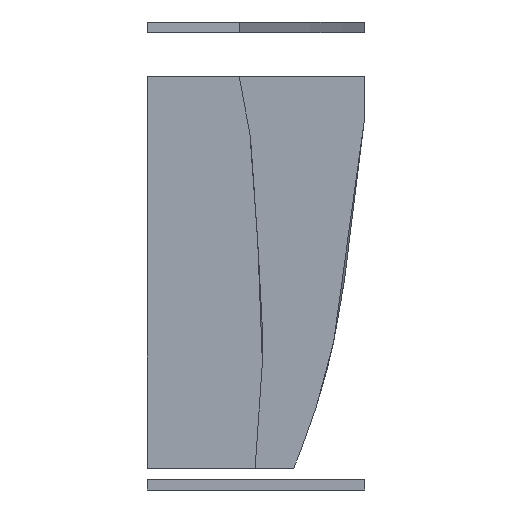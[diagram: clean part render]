
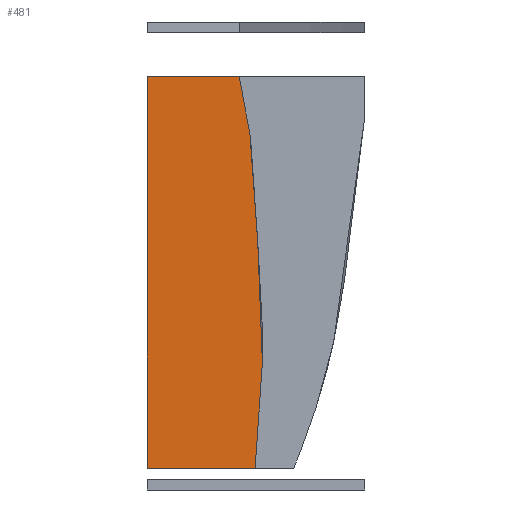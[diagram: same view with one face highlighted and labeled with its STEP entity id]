
A CAD part, front view. The second image highlights one B-rep face of the part: STEP entity #481.
In plain terms, the highlighted planar face has unit normal (0, -1, 0).
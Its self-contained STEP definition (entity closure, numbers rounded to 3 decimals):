
#46=FACE_OUTER_BOUND('',#76,.T.);
#76=EDGE_LOOP('',(#370,#371,#372,#373));
#108=LINE('',#1170,#157);
#111=LINE('',#1176,#160);
#114=LINE('',#1181,#163);
#157=VECTOR('',#568,10.);
#160=VECTOR('',#573,10.);
#163=VECTOR('',#578,10.);
#196=B_SPLINE_CURVE_WITH_KNOTS('',3,(#1132,#1133,#1134,#1135,#1136,#1137,
#1138,#1139,#1140,#1141,#1142,#1143,#1144,#1145,#1146,#1147),
 .UNSPECIFIED.,.F.,.F.,(4,3,3,3,3,4),(-26.871,-15.304,
-10.553,-6.509,-4.546,-0.052),
 .UNSPECIFIED.);
#216=VERTEX_POINT('',#1130);
#217=VERTEX_POINT('',#1131);
#220=VERTEX_POINT('',#1169);
#222=VERTEX_POINT('',#1175);
#266=EDGE_CURVE('',#216,#217,#196,.T.);
#270=EDGE_CURVE('',#217,#220,#108,.T.);
#273=EDGE_CURVE('',#220,#222,#111,.T.);
#276=EDGE_CURVE('',#222,#216,#114,.T.);
#370=ORIENTED_EDGE('',*,*,#276,.T.);
#371=ORIENTED_EDGE('',*,*,#266,.T.);
#372=ORIENTED_EDGE('',*,*,#270,.T.);
#373=ORIENTED_EDGE('',*,*,#273,.T.);
#456=PLANE('',#525);
#481=ADVANCED_FACE('',(#46),#456,.F.);
#525=AXIS2_PLACEMENT_3D('',#1184,#582,#583);
#568=DIRECTION('',(-1.,0.,0.));
#573=DIRECTION('',(0.,0.,-1.));
#578=DIRECTION('',(1.,0.,0.));
#582=DIRECTION('center_axis',(0.,1.,0.));
#583=DIRECTION('ref_axis',(1.,0.,0.));
#1130=CARTESIAN_POINT('',(32.319,-20.,0.));
#1131=CARTESIAN_POINT('',(25.027,-20.,180.));
#1132=CARTESIAN_POINT('Ctrl Pts',(32.319,-20.,0.));
#1133=CARTESIAN_POINT('Ctrl Pts',(34.884,-20.,21.192));
#1134=CARTESIAN_POINT('Ctrl Pts',(35.906,-20.,41.397));
#1135=CARTESIAN_POINT('Ctrl Pts',(35.731,-20.,62.907));
#1136=CARTESIAN_POINT('Ctrl Pts',(35.659,-20.,71.743));
#1137=CARTESIAN_POINT('Ctrl Pts',(35.334,-20.,79.606));
#1138=CARTESIAN_POINT('Ctrl Pts',(34.416,-20.,92.492));
#1139=CARTESIAN_POINT('Ctrl Pts',(33.635,-20.,103.461));
#1140=CARTESIAN_POINT('Ctrl Pts',(32.907,-20.,111.24));
#1141=CARTESIAN_POINT('Ctrl Pts',(32.174,-20.,123.335));
#1142=CARTESIAN_POINT('Ctrl Pts',(31.818,-20.,129.202));
#1143=CARTESIAN_POINT('Ctrl Pts',(31.5,-20.,135.068));
#1144=CARTESIAN_POINT('Ctrl Pts',(31.078,-20.,140.907));
#1145=CARTESIAN_POINT('Ctrl Pts',(30.112,-20.,154.283));
#1146=CARTESIAN_POINT('Ctrl Pts',(28.798,-20.,165.587));
#1147=CARTESIAN_POINT('Ctrl Pts',(25.027,-20.,180.));
#1169=CARTESIAN_POINT('',(-17.26,-20.,180.));
#1170=CARTESIAN_POINT('',(82.74,-20.,180.));
#1175=CARTESIAN_POINT('',(-17.26,-20.,0.));
#1176=CARTESIAN_POINT('',(-17.26,-20.,180.));
#1181=CARTESIAN_POINT('',(-17.26,-20.,0.));
#1184=CARTESIAN_POINT('Origin',(9.328,-20.,90.));
